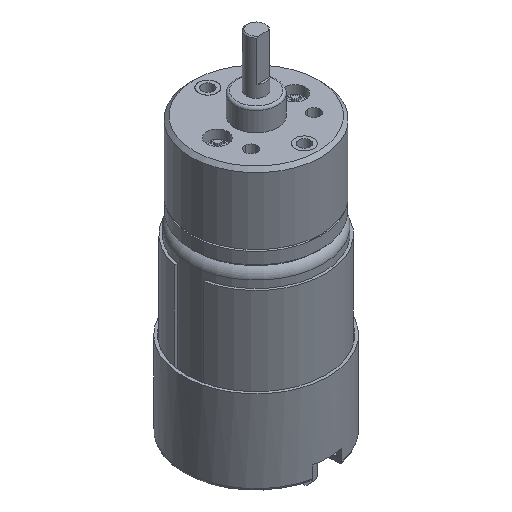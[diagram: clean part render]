
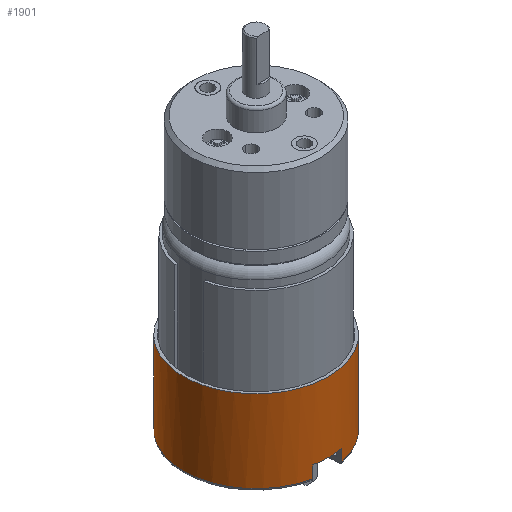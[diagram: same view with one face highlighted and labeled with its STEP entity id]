
A CAD part, isometric view. The second image highlights one B-rep face of the part: STEP entity #1901.
In plain terms, the highlighted cylindrical face has radius 15 mm (diameter 30 mm), a full revolution.
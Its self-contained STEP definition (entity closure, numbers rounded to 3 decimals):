
#267=CYLINDRICAL_SURFACE('',#7525,15.);
#1021=LINE('',#11621,#1463);
#1022=LINE('',#11626,#1464);
#1023=LINE('',#11630,#1465);
#1024=LINE('',#11634,#1466);
#1463=VECTOR('',#9426,1.);
#1464=VECTOR('',#9429,1.);
#1465=VECTOR('',#9432,1.);
#1466=VECTOR('',#9435,1.);
#1901=ADVANCED_FACE('',(#2469,#2470),#267,.T.);
#2469=FACE_BOUND('',#3000,.T.);
#2470=FACE_BOUND('',#3001,.T.);
#3000=EDGE_LOOP('',(#4548,#4549,#4550,#4551,#4552,#4553,#4554,#4555));
#3001=EDGE_LOOP('',(#4556));
#4548=ORIENTED_EDGE('',*,*,#6238,.F.);
#4549=ORIENTED_EDGE('',*,*,#6239,.T.);
#4550=ORIENTED_EDGE('',*,*,#6240,.F.);
#4551=ORIENTED_EDGE('',*,*,#6241,.F.);
#4552=ORIENTED_EDGE('',*,*,#6242,.F.);
#4553=ORIENTED_EDGE('',*,*,#6243,.T.);
#4554=ORIENTED_EDGE('',*,*,#6244,.F.);
#4555=ORIENTED_EDGE('',*,*,#6245,.F.);
#4556=ORIENTED_EDGE('',*,*,#6237,.T.);
#5408=VERTEX_POINT('',#11619);
#5409=VERTEX_POINT('',#11622);
#5410=VERTEX_POINT('',#11623);
#5411=VERTEX_POINT('',#11625);
#5412=VERTEX_POINT('',#11627);
#5413=VERTEX_POINT('',#11629);
#5414=VERTEX_POINT('',#11631);
#5415=VERTEX_POINT('',#11633);
#5416=VERTEX_POINT('',#11635);
#6237=EDGE_CURVE('',#5408,#5408,#6736,.T.);
#6238=EDGE_CURVE('',#5409,#5410,#1021,.T.);
#6239=EDGE_CURVE('',#5409,#5411,#6737,.T.);
#6240=EDGE_CURVE('',#5412,#5411,#1022,.T.);
#6241=EDGE_CURVE('',#5413,#5412,#6738,.T.);
#6242=EDGE_CURVE('',#5414,#5413,#1023,.T.);
#6243=EDGE_CURVE('',#5414,#5415,#6739,.T.);
#6244=EDGE_CURVE('',#5416,#5415,#1024,.T.);
#6245=EDGE_CURVE('',#5410,#5416,#6740,.T.);
#6736=CIRCLE('',#7519,15.);
#6737=CIRCLE('',#7521,15.);
#6738=CIRCLE('',#7522,15.);
#6739=CIRCLE('',#7523,15.);
#6740=CIRCLE('',#7524,15.);
#7519=AXIS2_PLACEMENT_3D('',#11618,#9422,#9423);
#7521=AXIS2_PLACEMENT_3D('',#11624,#9427,#9428);
#7522=AXIS2_PLACEMENT_3D('',#11628,#9430,#9431);
#7523=AXIS2_PLACEMENT_3D('',#11632,#9433,#9434);
#7524=AXIS2_PLACEMENT_3D('',#11636,#9436,#9437);
#7525=AXIS2_PLACEMENT_3D('',#11637,#9438,#9439);
#9422=DIRECTION('',(0.,0.,-1.));
#9423=DIRECTION('',(0.,-1.,0.));
#9426=DIRECTION('',(0.,0.,1.));
#9427=DIRECTION('',(0.,0.,1.));
#9428=DIRECTION('',(0.,-1.,0.));
#9429=DIRECTION('',(0.,0.,-1.));
#9430=DIRECTION('',(0.,0.,-1.));
#9431=DIRECTION('',(0.,1.,0.));
#9432=DIRECTION('',(0.,0.,1.));
#9433=DIRECTION('',(0.,0.,1.));
#9434=DIRECTION('',(0.,-1.,0.));
#9435=DIRECTION('',(0.,0.,-1.));
#9436=DIRECTION('',(0.,0.,-1.));
#9437=DIRECTION('',(0.,1.,0.));
#9438=DIRECTION('',(0.,0.,1.));
#9439=DIRECTION('',(0.,1.,0.));
#11618=CARTESIAN_POINT('',(0.,0.,
-31.8));
#11619=CARTESIAN_POINT('',(0.,-15.,-31.8));
#11621=CARTESIAN_POINT('',(3.,-14.697,-49.3));
#11622=CARTESIAN_POINT('',(3.,-14.697,-48.8));
#11623=CARTESIAN_POINT('',(3.,-14.697,-46.3));
#11624=CARTESIAN_POINT('',(0.,0.,
-48.8));
#11625=CARTESIAN_POINT('',(3.,14.697,-48.8));
#11626=CARTESIAN_POINT('',(3.,14.697,-49.3));
#11627=CARTESIAN_POINT('',(3.,14.697,-46.3));
#11628=CARTESIAN_POINT('',(0.,0.,
-46.3));
#11629=CARTESIAN_POINT('',(-3.,14.697,-46.3));
#11630=CARTESIAN_POINT('',(-3.,14.697,-49.3));
#11631=CARTESIAN_POINT('',(-3.,14.697,-48.8));
#11632=CARTESIAN_POINT('',(0.,0.,
-48.8));
#11633=CARTESIAN_POINT('',(-3.,-14.697,-48.8));
#11634=CARTESIAN_POINT('',(-3.,-14.697,-49.3));
#11635=CARTESIAN_POINT('',(-3.,-14.697,-46.3));
#11636=CARTESIAN_POINT('',(0.,0.,
-46.3));
#11637=CARTESIAN_POINT('',(0.,0.,
-49.3));
